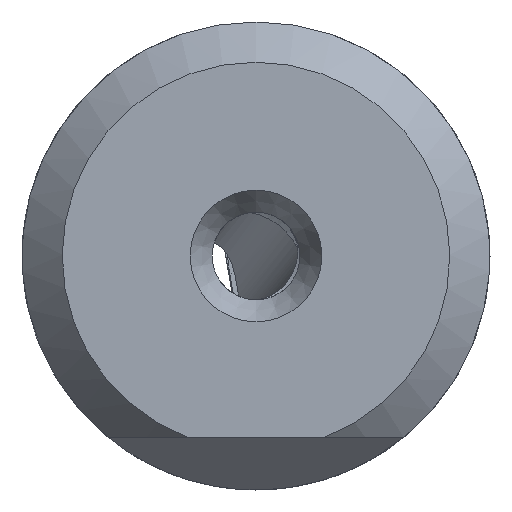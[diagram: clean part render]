
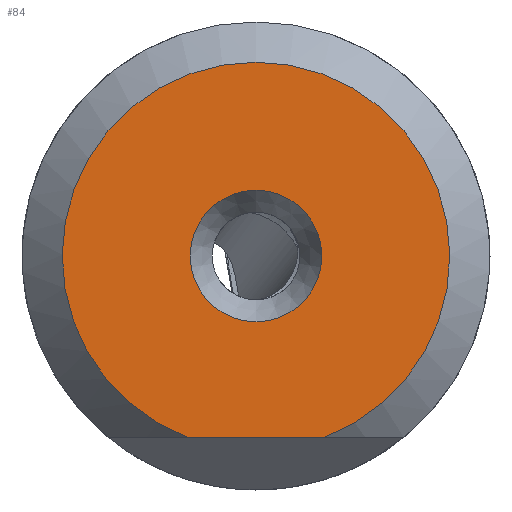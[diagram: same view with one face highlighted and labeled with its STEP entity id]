
A CAD part, left-side view. The second image highlights one B-rep face of the part: STEP entity #84.
In plain terms, the highlighted planar face has unit normal (-1, 0, 0).
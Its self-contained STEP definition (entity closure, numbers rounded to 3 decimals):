
#36 = CARTESIAN_POINT ( 'NONE',  ( 0., 0., 2.25 ) ) ;
#84 = ADVANCED_FACE ( 'NONE', ( #1833, #1157 ), #3490, .F. ) ;
#248 = VECTOR ( 'NONE', #4081, 1000. ) ;
#293 = CARTESIAN_POINT ( 'NONE',  ( 0., 0., 0. ) ) ;
#572 = ORIENTED_EDGE ( 'NONE', *, *, #3051, .T. ) ;
#606 = AXIS2_PLACEMENT_3D ( 'NONE', #3792, #955, #967 ) ;
#955 = DIRECTION ( 'NONE',  ( -1., 0., 0. ) ) ;
#967 = DIRECTION ( 'NONE',  ( 0., 0., 1. ) ) ;
#999 = CARTESIAN_POINT ( 'NONE',  ( 0., 2.25, 0. ) ) ;
#1032 = CIRCLE ( 'NONE', #3639, 6.625 ) ;
#1063 = CARTESIAN_POINT ( 'NONE',  ( 0., 2.335, -6.2 ) ) ;
#1157 = FACE_OUTER_BOUND ( 'NONE', #2616, .T. ) ;
#1180 = EDGE_CURVE ( 'NONE', #1307, #2662, #1032, .T. ) ;
#1238 = DIRECTION ( 'NONE',  ( -1., 0., 0. ) ) ;
#1307 = VERTEX_POINT ( 'NONE', #3286 ) ;
#1327 = DIRECTION ( 'NONE',  ( 0., 0., -1. ) ) ;
#1353 = DIRECTION ( 'NONE',  ( 1., 0., 0. ) ) ;
#1479 = EDGE_CURVE ( 'NONE', #3035, #3035, #3783, .T. ) ;
#1833 = FACE_BOUND ( 'NONE', #3306, .T. ) ;
#1874 = DIRECTION ( 'NONE',  ( 0., 0., 1. ) ) ;
#2158 = LINE ( 'NONE', #3478, #248 ) ;
#2412 = ORIENTED_EDGE ( 'NONE', *, *, #1180, .T. ) ;
#2616 = EDGE_LOOP ( 'NONE', ( #2412, #572 ) ) ;
#2662 = VERTEX_POINT ( 'NONE', #1063 ) ;
#3035 = VERTEX_POINT ( 'NONE', #36 ) ;
#3051 = EDGE_CURVE ( 'NONE', #2662, #1307, #2158, .T. ) ;
#3286 = CARTESIAN_POINT ( 'NONE',  ( 0., -2.335, -6.2 ) ) ;
#3306 = EDGE_LOOP ( 'NONE', ( #3754 ) ) ;
#3478 = CARTESIAN_POINT ( 'NONE',  ( 0., 2.25, -6.2 ) ) ;
#3490 = PLANE ( 'NONE',  #4034 ) ;
#3639 = AXIS2_PLACEMENT_3D ( 'NONE', #293, #1238, #1874 ) ;
#3754 = ORIENTED_EDGE ( 'NONE', *, *, #1479, .F. ) ;
#3783 = CIRCLE ( 'NONE', #606, 2.25 ) ;
#3792 = CARTESIAN_POINT ( 'NONE',  ( 0., 0., 0. ) ) ;
#4034 = AXIS2_PLACEMENT_3D ( 'NONE', #999, #1353, #1327 ) ;
#4081 = DIRECTION ( 'NONE',  ( 0., -1., 0. ) ) ;
